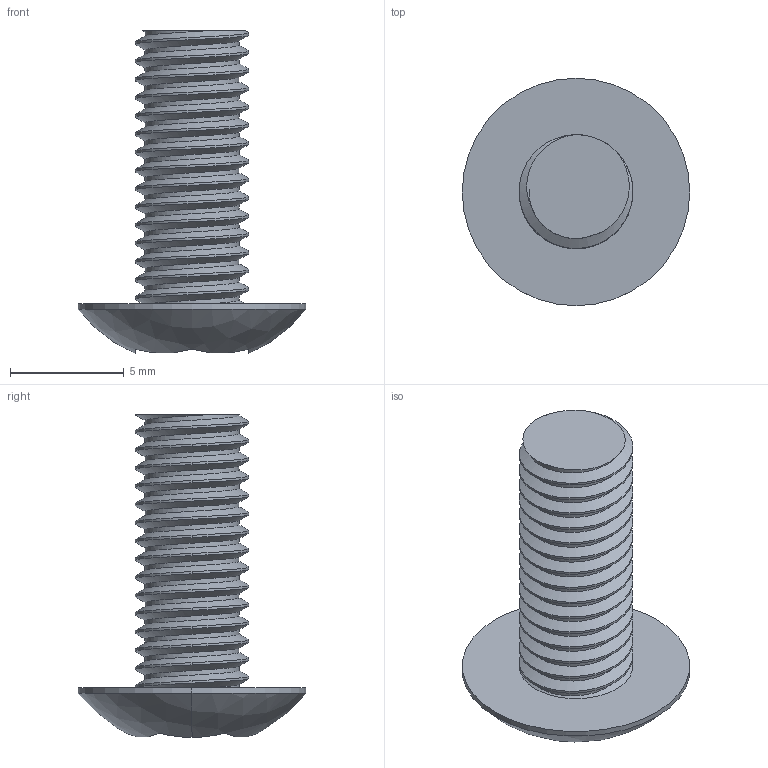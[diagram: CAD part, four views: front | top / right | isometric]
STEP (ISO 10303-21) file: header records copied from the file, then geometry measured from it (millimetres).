
FILE_DESCRIPTION (( 'STEP AP203' ), '1' );
FILE_NAME ('084.301.079.STEP', '2018-03-15T07:44:02', ( '' ), ( '' ), 'SwSTEP 2.0', 'SolidWorks 2016', '' );
FILE_SCHEMA (( 'CONFIG_CONTROL_DESIGN' ));
Length unit declared in the file: millimetre
Products named in the file (1): 084.301.079
Bounding box: 10 x 10 x 14.19 mm (x, y, z)
Volume: 282.3 mm3; surface area: 490.8 mm2
Topology: 1 solids, 1 shells, 49 faces, 133 edges, 87 vertices
Faces by surface type: cylinder 33, plane 10, bspline 4, sphere 2
Entity records: 4501 total; most frequent: CARTESIAN_POINT 3395, ORIENTED_EDGE 266, DIRECTION 170, EDGE_CURVE 133, VERTEX_POINT 87, AXIS2_PLACEMENT_3D 63, EDGE_LOOP 50, FACE_OUTER_BOUND 49
